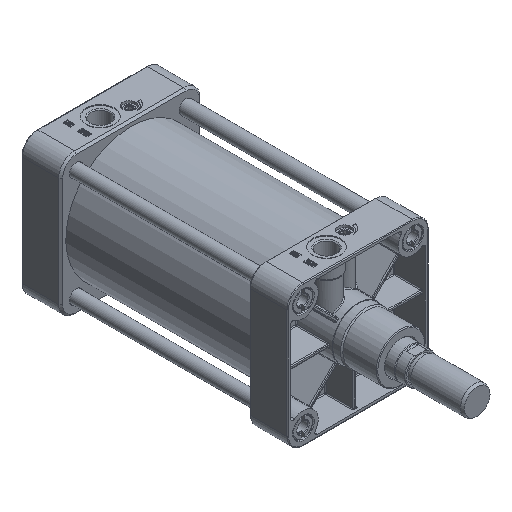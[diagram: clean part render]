
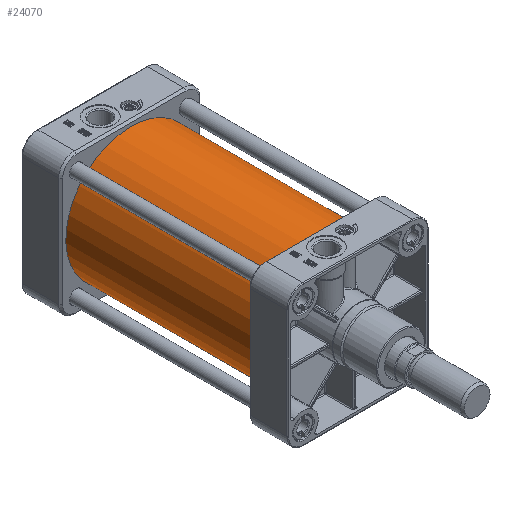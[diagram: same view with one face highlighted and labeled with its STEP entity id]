
A CAD part, isometric view. The second image highlights one B-rep face of the part: STEP entity #24070.
In plain terms, the highlighted cylindrical face has radius 83.5 mm (diameter 167 mm), a full revolution.
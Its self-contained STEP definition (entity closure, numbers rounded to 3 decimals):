
#24019=CARTESIAN_POINT('',(-32.,-120.0,77.125));
#24020=VERTEX_POINT('',#24019);
#24021=CARTESIAN_POINT('',(0.0,-120.0,0.0));
#24022=DIRECTION('',(0.0,1.0,0.0));
#24023=DIRECTION('',(1.0,0.0,0.0));
#24024=AXIS2_PLACEMENT_3D('',#24021,#24022,#24023);
#24025=CIRCLE('',#24024,83.5);
#24026=EDGE_CURVE('',#24020,#24020,#24025,.T.);
#24051=CARTESIAN_POINT('',(0.0,0.0,0.0));
#24052=DIRECTION('',(0.0,1.0,0.0));
#24053=DIRECTION('',(1.0,0.0,0.0));
#24054=AXIS2_PLACEMENT_3D('',#24051,#24052,#24053);
#24055=CYLINDRICAL_SURFACE('',#24054,83.5);
#24056=CARTESIAN_POINT('',(-32.,120.0,77.125));
#24057=VERTEX_POINT('',#24056);
#24058=CARTESIAN_POINT('',(0.0,120.0,0.0));
#24059=DIRECTION('',(0.0,-1.0,0.0));
#24060=DIRECTION('',(1.0,0.0,0.0));
#24061=AXIS2_PLACEMENT_3D('',#24058,#24059,#24060);
#24062=CIRCLE('',#24061,83.5);
#24063=EDGE_CURVE('',#24057,#24057,#24062,.T.);
#24064=ORIENTED_EDGE('',*,*,#24063,.T.);
#24065=EDGE_LOOP('',(#24064));
#24066=FACE_OUTER_BOUND('',#24065,.T.);
#24067=ORIENTED_EDGE('',*,*,#24026,.T.);
#24068=EDGE_LOOP('',(#24067));
#24069=FACE_BOUND('',#24068,.T.);
#24070=ADVANCED_FACE('',(#24066,#24069),#24055,.T.);
